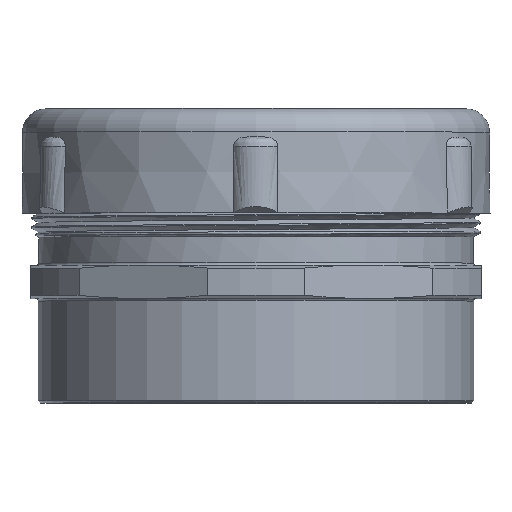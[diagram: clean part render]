
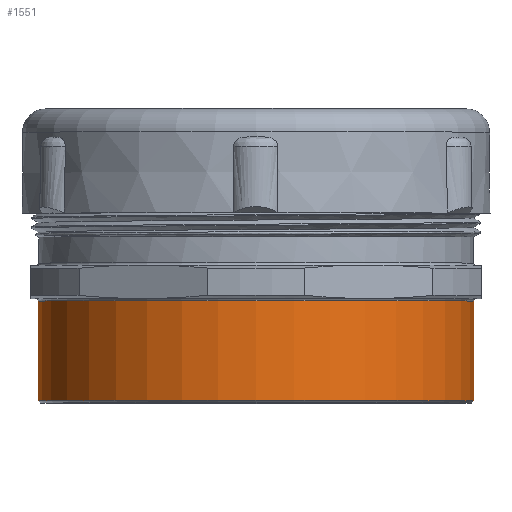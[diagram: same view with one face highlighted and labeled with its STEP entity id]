
A CAD part, top view. The second image highlights one B-rep face of the part: STEP entity #1551.
In plain terms, the highlighted cylindrical face has radius 45.865 mm (diameter 91.73 mm), a full revolution.
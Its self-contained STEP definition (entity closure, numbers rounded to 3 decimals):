
#146=FACE_OUTER_BOUND('',#242,.T.);
#242=EDGE_LOOP('',(#1087,#1088,#1089,#1090,#1091,#1092));
#353=CIRCLE('',#1706,45.865);
#354=CIRCLE('',#1707,45.865);
#357=CIRCLE('',#1711,45.865);
#358=CIRCLE('',#1712,45.865);
#474=LINE('',#3126,#534);
#534=VECTOR('',#1948,45.865);
#630=VERTEX_POINT('',#3117);
#631=VERTEX_POINT('',#3118);
#633=VERTEX_POINT('',#3125);
#634=VERTEX_POINT('',#3127);
#801=EDGE_CURVE('',#630,#631,#353,.T.);
#802=EDGE_CURVE('',#631,#630,#354,.T.);
#805=EDGE_CURVE('',#631,#633,#474,.T.);
#806=EDGE_CURVE('',#634,#633,#357,.T.);
#807=EDGE_CURVE('',#633,#634,#358,.T.);
#1087=ORIENTED_EDGE('',*,*,#801,.F.);
#1088=ORIENTED_EDGE('',*,*,#802,.F.);
#1089=ORIENTED_EDGE('',*,*,#805,.T.);
#1090=ORIENTED_EDGE('',*,*,#806,.F.);
#1091=ORIENTED_EDGE('',*,*,#807,.F.);
#1092=ORIENTED_EDGE('',*,*,#805,.F.);
#1431=CYLINDRICAL_SURFACE('',#1710,45.865);
#1551=ADVANCED_FACE('',(#146),#1431,.T.);
#1706=AXIS2_PLACEMENT_3D('',#3119,#1938,#1939);
#1707=AXIS2_PLACEMENT_3D('',#3120,#1940,#1941);
#1710=AXIS2_PLACEMENT_3D('',#3124,#1946,#1947);
#1711=AXIS2_PLACEMENT_3D('',#3128,#1949,#1950);
#1712=AXIS2_PLACEMENT_3D('',#3129,#1951,#1952);
#1938=DIRECTION('center_axis',(0.,1.,0.));
#1939=DIRECTION('ref_axis',(1.,0.,0.));
#1940=DIRECTION('center_axis',(0.,1.,0.));
#1941=DIRECTION('ref_axis',(1.,0.,0.));
#1946=DIRECTION('center_axis',(0.,1.,0.));
#1947=DIRECTION('ref_axis',(-1.,0.,0.));
#1948=DIRECTION('',(0.,-1.,0.));
#1949=DIRECTION('center_axis',(0.,-1.,0.));
#1950=DIRECTION('ref_axis',(1.,0.,0.));
#1951=DIRECTION('center_axis',(0.,-1.,0.));
#1952=DIRECTION('ref_axis',(1.,0.,0.));
#3117=CARTESIAN_POINT('',(0.,21.5,-45.865));
#3118=CARTESIAN_POINT('',(45.865,21.5,0.));
#3119=CARTESIAN_POINT('Origin',(0.,21.5,0.));
#3120=CARTESIAN_POINT('Origin',(0.,21.5,0.));
#3124=CARTESIAN_POINT('Origin',(0.,11.,0.));
#3125=CARTESIAN_POINT('',(45.865,0.5,0.));
#3126=CARTESIAN_POINT('',(45.865,11.,0.));
#3127=CARTESIAN_POINT('',(-45.865,0.5,0.));
#3128=CARTESIAN_POINT('Origin',(0.,0.5,
0.));
#3129=CARTESIAN_POINT('Origin',(0.,0.5,
0.));
